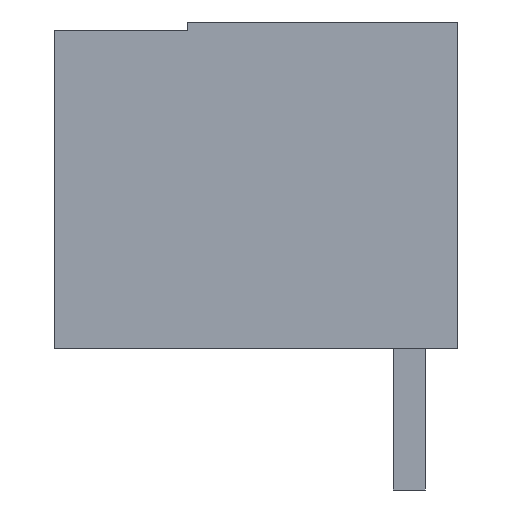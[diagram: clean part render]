
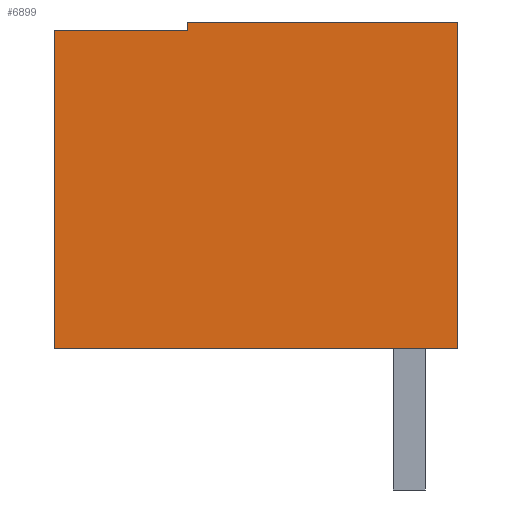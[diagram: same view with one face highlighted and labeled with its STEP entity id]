
A CAD part, left-side view. The second image highlights one B-rep face of the part: STEP entity #6899.
In plain terms, the highlighted planar face has unit normal (-1, 0, 0).
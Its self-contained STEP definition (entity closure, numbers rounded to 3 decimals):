
#155 = EDGE_CURVE ( 'NONE', #1789, #6256, #210, .T. ) ;
#210 = LINE ( 'NONE', #8259, #348 ) ;
#348 = VECTOR ( 'NONE', #5032, 1000. ) ;
#1025 = CARTESIAN_POINT ( 'NONE',  ( -16.14, 0., 0. ) ) ;
#1092 = ORIENTED_EDGE ( 'NONE', *, *, #3091, .F. ) ;
#1221 = LINE ( 'NONE', #6175, #4106 ) ;
#1526 = VECTOR ( 'NONE', #10263, 1000. ) ;
#1743 = CARTESIAN_POINT ( 'NONE',  ( -16.14, 5.5, 7.9 ) ) ;
#1789 = VERTEX_POINT ( 'NONE', #9424 ) ;
#1947 = AXIS2_PLACEMENT_3D ( 'NONE', #1025, #9857, #4251 ) ;
#2424 = ORIENTED_EDGE ( 'NONE', *, *, #7002, .F. ) ;
#2487 = VECTOR ( 'NONE', #2848, 1000. ) ;
#2737 = VERTEX_POINT ( 'NONE', #9540 ) ;
#2848 = DIRECTION ( 'NONE',  ( 0., 1., 0. ) ) ;
#2940 = VECTOR ( 'NONE', #5143, 1000. ) ;
#3091 = EDGE_CURVE ( 'NONE', #8665, #7783, #6299, .T. ) ;
#3220 = CARTESIAN_POINT ( 'NONE',  ( -16.14, -1.2, 8.1 ) ) ;
#3289 = ORIENTED_EDGE ( 'NONE', *, *, #3555, .F. ) ;
#3555 = EDGE_CURVE ( 'NONE', #2737, #1789, #3805, .T. ) ;
#3577 = CARTESIAN_POINT ( 'NONE',  ( -16.14, 8.8, 7.9 ) ) ;
#3706 = VECTOR ( 'NONE', #6831, 1000. ) ;
#3794 = EDGE_LOOP ( 'NONE', ( #1092, #7549, #7364, #3289, #2424, #8122 ) ) ;
#3805 = LINE ( 'NONE', #3577, #2940 ) ;
#4106 = VECTOR ( 'NONE', #4695, 1000. ) ;
#4251 = DIRECTION ( 'NONE',  ( 0., -1., 0. ) ) ;
#4439 = CARTESIAN_POINT ( 'NONE',  ( -16.14, -1.2, 8.1 ) ) ;
#4695 = DIRECTION ( 'NONE',  ( 0., 0., 1. ) ) ;
#5032 = DIRECTION ( 'NONE',  ( 0., -1., 0. ) ) ;
#5143 = DIRECTION ( 'NONE',  ( 0., 0., 1. ) ) ;
#5283 = CARTESIAN_POINT ( 'NONE',  ( -16.14, -1.2, 0. ) ) ;
#5772 = PLANE ( 'NONE',  #1947 ) ;
#6113 = CARTESIAN_POINT ( 'NONE',  ( -16.14, -1.2, 8.1 ) ) ;
#6147 = CARTESIAN_POINT ( 'NONE',  ( -16.14, 5.5, 8.1 ) ) ;
#6175 = CARTESIAN_POINT ( 'NONE',  ( -16.14, 5.5, 8.1 ) ) ;
#6256 = VERTEX_POINT ( 'NONE', #1743 ) ;
#6299 = LINE ( 'NONE', #4439, #3706 ) ;
#6831 = DIRECTION ( 'NONE',  ( 0., -1., 0. ) ) ;
#6899 = ADVANCED_FACE ( 'NONE', ( #8762 ), #5772, .T. ) ;
#7002 = EDGE_CURVE ( 'NONE', #10392, #2737, #10125, .T. ) ;
#7141 = EDGE_CURVE ( 'NONE', #6256, #8665, #1221, .T. ) ;
#7364 = ORIENTED_EDGE ( 'NONE', *, *, #155, .F. ) ;
#7549 = ORIENTED_EDGE ( 'NONE', *, *, #7141, .F. ) ;
#7567 = CARTESIAN_POINT ( 'NONE',  ( -16.14, -1.2, 0. ) ) ;
#7783 = VERTEX_POINT ( 'NONE', #3220 ) ;
#8122 = ORIENTED_EDGE ( 'NONE', *, *, #8770, .F. ) ;
#8259 = CARTESIAN_POINT ( 'NONE',  ( -16.14, 8.8, 7.9 ) ) ;
#8665 = VERTEX_POINT ( 'NONE', #6147 ) ;
#8762 = FACE_OUTER_BOUND ( 'NONE', #3794, .T. ) ;
#8770 = EDGE_CURVE ( 'NONE', #7783, #10392, #9913, .T. ) ;
#9424 = CARTESIAN_POINT ( 'NONE',  ( -16.14, 8.8, 7.9 ) ) ;
#9540 = CARTESIAN_POINT ( 'NONE',  ( -16.14, 8.8, 0. ) ) ;
#9857 = DIRECTION ( 'NONE',  ( -1., 0., 0. ) ) ;
#9913 = LINE ( 'NONE', #6113, #1526 ) ;
#10125 = LINE ( 'NONE', #7567, #2487 ) ;
#10263 = DIRECTION ( 'NONE',  ( 0., 0., -1. ) ) ;
#10392 = VERTEX_POINT ( 'NONE', #5283 ) ;
